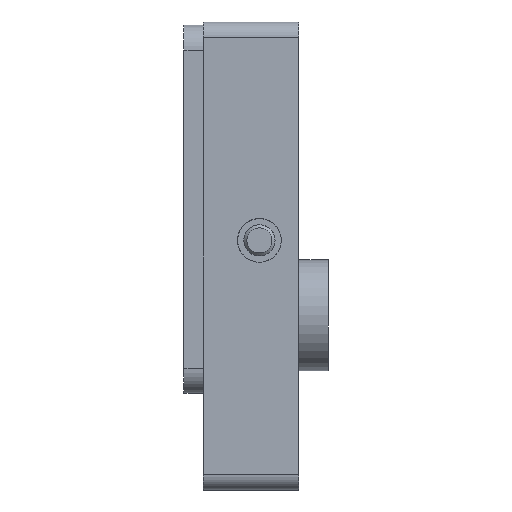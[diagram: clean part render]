
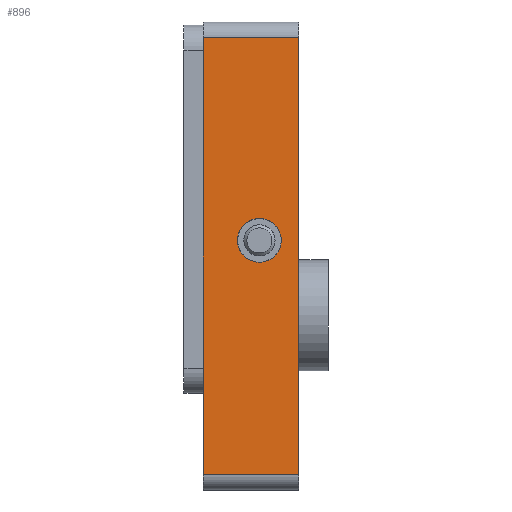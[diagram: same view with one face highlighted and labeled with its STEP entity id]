
A CAD part, left-side view. The second image highlights one B-rep face of the part: STEP entity #896.
In plain terms, the highlighted planar face has unit normal (-1, 0, 0).
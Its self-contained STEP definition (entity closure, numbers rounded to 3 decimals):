
#798=CARTESIAN_POINT('',(-30.,-15.3,72.5));
#799=VERTEX_POINT('',#798);
#807=CARTESIAN_POINT('',(-30.0,-15.3,2.5));
#808=VERTEX_POINT('',#807);
#809=CARTESIAN_POINT('',(-30.0,-15.3,2.5));
#810=DIRECTION('',(0.0,0.0,1.0));
#811=VECTOR('',#810,70.0);
#812=LINE('',#809,#811);
#813=EDGE_CURVE('',#808,#799,#812,.T.);
#843=CARTESIAN_POINT('',(-30.0,0.0,2.5));
#844=VERTEX_POINT('',#843);
#845=CARTESIAN_POINT('',(-30.0,-15.3,2.5));
#846=DIRECTION('',(0.0,1.0,0.0));
#847=VECTOR('',#846,15.3);
#848=LINE('',#845,#847);
#849=EDGE_CURVE('',#808,#844,#848,.T.);
#862=CARTESIAN_POINT('',(-30.0,0.0,0.));
#863=DIRECTION('',(-1.0,0.0,0.0));
#864=DIRECTION('',(0.0,-1.0,0.0));
#865=AXIS2_PLACEMENT_3D('',#862,#863,#864);
#866=PLANE('',#865);
#867=ORIENTED_EDGE('',*,*,#849,.F.);
#868=ORIENTED_EDGE('',*,*,#813,.T.);
#869=CARTESIAN_POINT('',(-30.,0.0,72.5));
#870=VERTEX_POINT('',#869);
#871=CARTESIAN_POINT('',(-30.,0.0,72.5));
#872=DIRECTION('',(0.0,-1.0,0.0));
#873=VECTOR('',#872,15.3);
#874=LINE('',#871,#873);
#875=EDGE_CURVE('',#870,#799,#874,.T.);
#876=ORIENTED_EDGE('',*,*,#875,.F.);
#877=CARTESIAN_POINT('',(-30.,0.0,72.5));
#878=DIRECTION('',(0.0,0.0,-1.0));
#879=VECTOR('',#878,70.0);
#880=LINE('',#877,#879);
#881=EDGE_CURVE('',#870,#844,#880,.T.);
#882=ORIENTED_EDGE('',*,*,#881,.T.);
#883=EDGE_LOOP('',(#867,#868,#876,#882));
#884=FACE_OUTER_BOUND('',#883,.T.);
#885=CARTESIAN_POINT('',(-30.0,-9.0,36.5));
#886=VERTEX_POINT('',#885);
#887=CARTESIAN_POINT('',(-30.0,-9.0,40.));
#888=DIRECTION('',(1.0,0.0,0.0));
#889=DIRECTION('',(0.0,0.0,-1.0));
#890=AXIS2_PLACEMENT_3D('',#887,#888,#889);
#891=CIRCLE('',#890,3.5);
#892=EDGE_CURVE('',#886,#886,#891,.T.);
#893=ORIENTED_EDGE('',*,*,#892,.T.);
#894=EDGE_LOOP('',(#893));
#895=FACE_BOUND('',#894,.T.);
#896=ADVANCED_FACE('',(#884,#895),#866,.T.);
